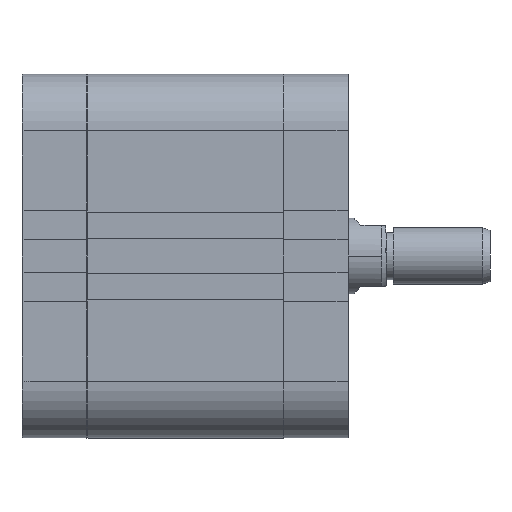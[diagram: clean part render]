
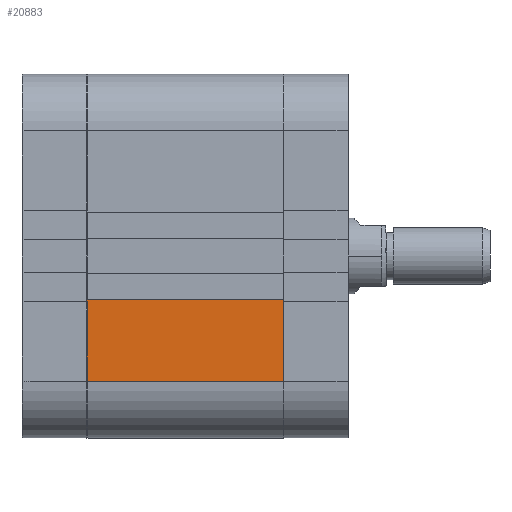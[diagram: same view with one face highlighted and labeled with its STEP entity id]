
A CAD part, front view. The second image highlights one B-rep face of the part: STEP entity #20883.
In plain terms, the highlighted planar face has unit normal (0, -1, 0).
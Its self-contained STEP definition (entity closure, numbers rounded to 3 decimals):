
#237 = AXIS2_PLACEMENT_3D ( 'NONE', #8025, #7846, #2328 ) ;
#1876 = CARTESIAN_POINT ( 'NONE',  ( 41.5, -38.5, -9.3 ) ) ;
#2328 = DIRECTION ( 'NONE',  ( 0., 0., 1. ) ) ;
#3469 = EDGE_LOOP ( 'NONE', ( #22082, #6691, #8174, #31866 ) ) ;
#3747 = CARTESIAN_POINT ( 'NONE',  ( 41.5, -38.5, -26.5 ) ) ;
#4638 = VERTEX_POINT ( 'NONE', #31414 ) ;
#6691 = ORIENTED_EDGE ( 'NONE', *, *, #22270, .T. ) ;
#7177 = VERTEX_POINT ( 'NONE', #3747 ) ;
#7846 = DIRECTION ( 'NONE',  ( 0., 1., 0. ) ) ;
#8025 = CARTESIAN_POINT ( 'NONE',  ( 41.5, -38.5, -38.5 ) ) ;
#8174 = ORIENTED_EDGE ( 'NONE', *, *, #14777, .T. ) ;
#8288 = EDGE_CURVE ( 'NONE', #30039, #4638, #35972, .T. ) ;
#9238 = VECTOR ( 'NONE', #36688, 1000. ) ;
#9446 = DIRECTION ( 'NONE',  ( -1., 0., 0. ) ) ;
#9721 = CARTESIAN_POINT ( 'NONE',  ( 0., -38.5, -26.5 ) ) ;
#13202 = LINE ( 'NONE', #24750, #9238 ) ;
#14338 = CARTESIAN_POINT ( 'NONE',  ( 41.5, -38.5, -38.5 ) ) ;
#14777 = EDGE_CURVE ( 'NONE', #21965, #7177, #13202, .T. ) ;
#17021 = CARTESIAN_POINT ( 'NONE',  ( 0., -38.5, -38.5 ) ) ;
#17396 = LINE ( 'NONE', #17021, #22116 ) ;
#19821 = DIRECTION ( 'NONE',  ( 0., 0., -1. ) ) ;
#20883 = ADVANCED_FACE ( 'NONE', ( #28328 ), #37024, .F. ) ;
#21965 = VERTEX_POINT ( 'NONE', #9721 ) ;
#22082 = ORIENTED_EDGE ( 'NONE', *, *, #8288, .T. ) ;
#22116 = VECTOR ( 'NONE', #34457, 1000. ) ;
#22270 = EDGE_CURVE ( 'NONE', #4638, #21965, #17396, .T. ) ;
#24750 = CARTESIAN_POINT ( 'NONE',  ( 41.5, -38.5, -26.5 ) ) ;
#28328 = FACE_OUTER_BOUND ( 'NONE', #3469, .T. ) ;
#30039 = VERTEX_POINT ( 'NONE', #1876 ) ;
#31414 = CARTESIAN_POINT ( 'NONE',  ( 0., -38.5, -9.3 ) ) ;
#31866 = ORIENTED_EDGE ( 'NONE', *, *, #34652, .F. ) ;
#32378 = CARTESIAN_POINT ( 'NONE',  ( 41.501, -38.5, -9.3 ) ) ;
#34457 = DIRECTION ( 'NONE',  ( 0., 0., -1. ) ) ;
#34652 = EDGE_CURVE ( 'NONE', #30039, #7177, #37277, .T. ) ;
#35972 = LINE ( 'NONE', #32378, #37037 ) ;
#36688 = DIRECTION ( 'NONE',  ( 1., 0., 0. ) ) ;
#37024 = PLANE ( 'NONE',  #237 ) ;
#37037 = VECTOR ( 'NONE', #9446, 1000. ) ;
#37082 = VECTOR ( 'NONE', #19821, 1000. ) ;
#37277 = LINE ( 'NONE', #14338, #37082 ) ;
